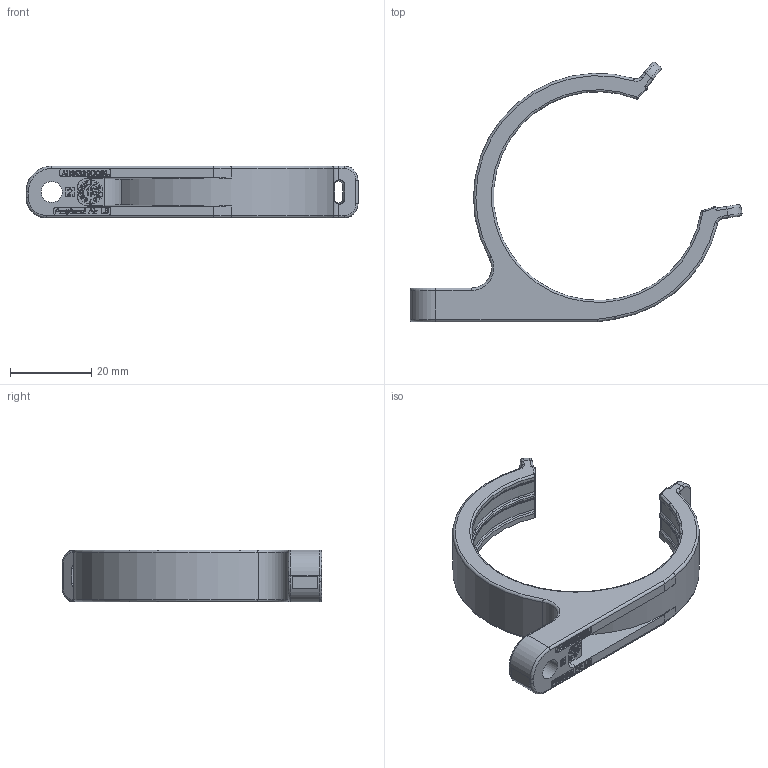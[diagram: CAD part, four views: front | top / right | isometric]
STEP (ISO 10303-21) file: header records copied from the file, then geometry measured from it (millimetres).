
FILE_DESCRIPTION((''),'2;1');
FILE_NAME('35068028502SCC','2020-07-02T',('presta_be4'),(''),'CREO PARAMETRIC BY PTC INC, 2018360','CREO PARAMETRIC BY PTC INC, 2018360','');
FILE_SCHEMA(('CONFIG_CONTROL_DESIGN'));
Length unit declared in the file: millimetre
Products named in the file (1): 35068028502SCC
Bounding box: 81.91 x 64.02 x 12.8 mm (x, y, z)
Volume: 11035.5 mm3; surface area: 6963.4 mm2
Topology: 1 solids, 1 shells, 1457 faces, 4090 edges, 2702 vertices
Faces by surface type: plane 1128, extrusion 204, cylinder 67, torus 31, bspline 22, cone 5
Entity records: 52770 total; most frequent: CARTESIAN_POINT 16012, ORIENTED_EDGE 8180, DIRECTION 6443, EDGE_CURVE 4090, VECTOR 3655, LINE 3451, VERTEX_POINT 2702, EDGE_LOOP 1530
